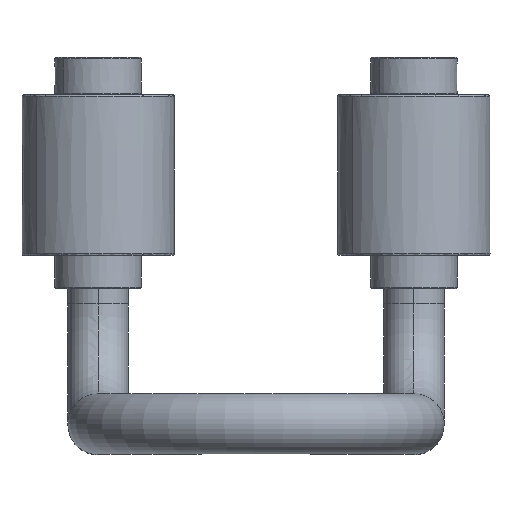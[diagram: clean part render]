
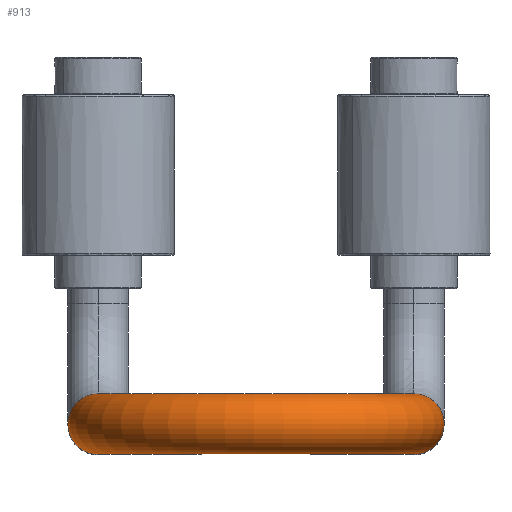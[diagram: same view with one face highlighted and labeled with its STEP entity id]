
A CAD part, top view. The second image highlights one B-rep face of the part: STEP entity #913.
In plain terms, the highlighted toroidal (fillet/blend) face has major radius 12.45 mm and minor radius 2.38 mm.
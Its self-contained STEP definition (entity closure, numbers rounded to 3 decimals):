
#87=CARTESIAN_POINT('',(12.45,2.38,37.55));
#88=CARTESIAN_POINT('',(12.45,2.38,38.202));
#89=CARTESIAN_POINT('',(12.347,2.38,39.506));
#90=CARTESIAN_POINT('',(11.889,2.38,41.413));
#91=CARTESIAN_POINT('',(11.139,2.38,43.225));
#92=CARTESIAN_POINT('',(10.114,2.38,44.898));
#93=CARTESIAN_POINT('',(8.84,2.38,46.39));
#94=CARTESIAN_POINT('',(7.348,2.38,47.664));
#95=CARTESIAN_POINT('',(5.675,2.38,48.689));
#96=CARTESIAN_POINT('',(3.863,2.38,49.439));
#97=CARTESIAN_POINT('',(1.956,2.38,49.897));
#98=CARTESIAN_POINT('',(0.,2.38,50.051));
#99=CARTESIAN_POINT('',(-1.956,2.38,49.897));
#100=CARTESIAN_POINT('',(-3.863,2.38,49.439));
#101=CARTESIAN_POINT('',(-5.675,2.38,48.689));
#102=CARTESIAN_POINT('',(-7.348,2.38,47.664));
#103=CARTESIAN_POINT('',(-8.84,2.38,46.39));
#104=CARTESIAN_POINT('',(-10.114,2.38,44.898));
#105=CARTESIAN_POINT('',(-11.139,2.38,43.225));
#106=CARTESIAN_POINT('',(-11.889,2.38,41.413));
#107=CARTESIAN_POINT('',(-12.347,2.38,39.506));
#108=CARTESIAN_POINT('',(-12.45,2.38,38.202));
#109=CARTESIAN_POINT('',(-12.45,2.38,37.55));
#111=CARTESIAN_POINT('',(12.45,0.,37.55));
#112=DIRECTION('',(0.,0.,1.));
#113=DIRECTION('',(0.,-1.,0.));
#114=AXIS2_PLACEMENT_3D('',#111,#112,#113);
#116=CARTESIAN_POINT('',(12.45,-2.38,37.55));
#117=CARTESIAN_POINT('',(12.45,-2.38,38.202));
#118=CARTESIAN_POINT('',(12.347,-2.38,39.506));
#119=CARTESIAN_POINT('',(11.889,-2.38,41.413));
#120=CARTESIAN_POINT('',(11.139,-2.38,43.225));
#121=CARTESIAN_POINT('',(10.114,-2.38,44.898));
#122=CARTESIAN_POINT('',(8.84,-2.38,46.39));
#123=CARTESIAN_POINT('',(7.348,-2.38,47.664));
#124=CARTESIAN_POINT('',(5.675,-2.38,48.689));
#125=CARTESIAN_POINT('',(3.863,-2.38,49.439));
#126=CARTESIAN_POINT('',(1.956,-2.38,49.897));
#127=CARTESIAN_POINT('',(0.,-2.38,50.051));
#128=CARTESIAN_POINT('',(-1.956,-2.38,49.897));
#129=CARTESIAN_POINT('',(-3.863,-2.38,49.439));
#130=CARTESIAN_POINT('',(-5.675,-2.38,48.689));
#131=CARTESIAN_POINT('',(-7.348,-2.38,47.664));
#132=CARTESIAN_POINT('',(-8.84,-2.38,46.39));
#133=CARTESIAN_POINT('',(-10.114,-2.38,44.898));
#134=CARTESIAN_POINT('',(-11.139,-2.38,43.225));
#135=CARTESIAN_POINT('',(-11.889,-2.38,41.413));
#136=CARTESIAN_POINT('',(-12.347,-2.38,39.506));
#137=CARTESIAN_POINT('',(-12.45,-2.38,38.202));
#138=CARTESIAN_POINT('',(-12.45,-2.38,37.55));
#140=CARTESIAN_POINT('',(-12.45,0.,37.55));
#141=DIRECTION('',(0.,0.,-1.));
#142=DIRECTION('',(0.,-1.,0.));
#143=AXIS2_PLACEMENT_3D('',#140,#141,#142);
#445=CARTESIAN_POINT('',(12.45,-2.38,37.55));
#446=CARTESIAN_POINT('',(12.45,2.38,37.55));
#447=VERTEX_POINT('',#445);
#448=VERTEX_POINT('',#446);
#453=CARTESIAN_POINT('',(-12.45,-2.38,37.55));
#454=CARTESIAN_POINT('',(-12.45,2.38,37.55));
#455=VERTEX_POINT('',#453);
#456=VERTEX_POINT('',#454);
#507=(GEOMETRIC_REPRESENTATION_CONTEXT(2)PARAMETRIC_REPRESENTATION_CONTEXT()REPRESENTATION_CONTEXT('ID1','2'));
#746=CARTESIAN_POINT('',(12.45,0.,9.54));
#747=DIRECTION('',(0.,0.,1.));
#748=DIRECTION('',(0.,-1.,0.));
#749=AXIS2_PLACEMENT_3D('',#746,#747,#748);
#750=CYLINDRICAL_SURFACE('',#749,2.38);
#765=DIRECTION('',(1.,0.));
#766=VECTOR('',#765,180.);
#767=CARTESIAN_POINT('',(0.,28.01));
#768=LINE('',#767,#766);
#769=TRIMMED_CURVE('',#768,(PARAMETER_VALUE(0.)),(PARAMETER_VALUE(1.)),.T.,
.UNSPECIFIED.);
#770=DEFINITIONAL_REPRESENTATION('',(#769),#507);
#771=PCURVE('',#750,#770);
#830=CARTESIAN_POINT('',(0.,0.,37.55));
#831=DIRECTION('',(0.,-1.,0.));
#832=DIRECTION('',(-1.,0.,0.));
#833=AXIS2_PLACEMENT_3D('',#830,#831,#832);
#834=TOROIDAL_SURFACE('',#833,12.45,2.38);
#842=DIRECTION('',(1.,0.));
#843=VECTOR('',#842,180.);
#844=CARTESIAN_POINT('',(-180.,-90.));
#845=LINE('',#844,#843);
#846=TRIMMED_CURVE('',#845,(PARAMETER_VALUE(0.)),(PARAMETER_VALUE(1.)),.T.,
.UNSPECIFIED.);
#847=DEFINITIONAL_REPRESENTATION('',(#846),#507);
#848=PCURVE('',#834,#847);
#856=DIRECTION('',(1.,0.));
#857=VECTOR('',#856,180.);
#858=CARTESIAN_POINT('',(-180.,-270.));
#859=LINE('',#858,#857);
#860=TRIMMED_CURVE('',#859,(PARAMETER_VALUE(0.)),(PARAMETER_VALUE(1.)),.T.,
.UNSPECIFIED.);
#861=DEFINITIONAL_REPRESENTATION('',(#860),#507);
#862=PCURVE('',#834,#861);
#873=CARTESIAN_POINT('',(0.,0.,37.55));
#874=DIRECTION('',(0.,-1.,0.));
#875=DIRECTION('',(-1.,0.,0.));
#876=AXIS2_PLACEMENT_3D('',#873,#874,#875);
#877=TOROIDAL_SURFACE('',#876,12.45,2.38);
#878=DIRECTION('',(0.,-1.));
#879=VECTOR('',#878,180.);
#880=CARTESIAN_POINT('',(-180.,90.));
#881=LINE('',#880,#879);
#882=TRIMMED_CURVE('',#881,(PARAMETER_VALUE(0.)),(PARAMETER_VALUE(1.)),.T.,
.UNSPECIFIED.);
#883=DEFINITIONAL_REPRESENTATION('',(#882),#507);
#884=PCURVE('',#877,#883);
#885=DIRECTION('',(1.,0.));
#886=VECTOR('',#885,180.);
#887=CARTESIAN_POINT('',(-180.,90.));
#888=LINE('',#887,#886);
#889=TRIMMED_CURVE('',#888,(PARAMETER_VALUE(0.)),(PARAMETER_VALUE(1.)),.T.,
.UNSPECIFIED.);
#890=DEFINITIONAL_REPRESENTATION('',(#889),#507);
#891=PCURVE('',#877,#890);
#892=DIRECTION('',(0.,-1.));
#893=VECTOR('',#892,180.);
#894=CARTESIAN_POINT('',(0.,90.));
#895=LINE('',#894,#893);
#896=TRIMMED_CURVE('',#895,(PARAMETER_VALUE(0.)),(PARAMETER_VALUE(1.)),.T.,
.UNSPECIFIED.);
#897=DEFINITIONAL_REPRESENTATION('',(#896),#507);
#898=PCURVE('',#877,#897);
#899=DIRECTION('',(1.,0.));
#900=VECTOR('',#899,180.);
#901=CARTESIAN_POINT('',(-180.,-90.));
#902=LINE('',#901,#900);
#903=TRIMMED_CURVE('',#902,(PARAMETER_VALUE(0.)),(PARAMETER_VALUE(1.)),.T.,
.UNSPECIFIED.);
#904=DEFINITIONAL_REPRESENTATION('',(#903),#507);
#905=PCURVE('',#877,#904);
#906=ORIENTED_EDGE('',*,*,#782,.F.);
#907=ORIENTED_EDGE('',*,*,#868,.T.);
#909=ORIENTED_EDGE('',*,*,#908,.T.);
#910=ORIENTED_EDGE('',*,*,#864,.F.);
#911=EDGE_LOOP('',(#906,#907,#909,#910));
#912=FACE_OUTER_BOUND('',#911,.F.);
#913=ADVANCED_FACE('',(#912),#877,.T.);
#914=CARTESIAN_POINT('',(-12.45,0.,37.55));
#915=DIRECTION('',(0.,0.,-1.));
#916=DIRECTION('',(0.,-1.,0.));
#917=AXIS2_PLACEMENT_3D('',#914,#915,#916);
#918=CYLINDRICAL_SURFACE('',#917,2.38);
#919=DIRECTION('',(1.,0.));
#920=VECTOR('',#919,180.);
#921=CARTESIAN_POINT('',(0.,0.));
#922=LINE('',#921,#920);
#923=TRIMMED_CURVE('',#922,(PARAMETER_VALUE(0.)),(PARAMETER_VALUE(1.)),.T.,
.UNSPECIFIED.);
#924=DEFINITIONAL_REPRESENTATION('',(#923),#507);
#925=PCURVE('',#918,#924);
#110=B_SPLINE_CURVE_WITH_KNOTS('',3,(#87,#88,#89,#90,#91,#92,#93,#94,#95,#96,
#97,#98,#99,#100,#101,#102,#103,#104,#105,#106,#107,#108,#109),.UNSPECIFIED.,
.F.,.F.,(4,1,1,1,1,1,1,1,1,1,1,1,1,1,1,1,1,1,1,1,4),(0.,0.05,0.1,0.15,
0.2,0.25,0.3,0.35,0.4,0.45,0.5,0.55,0.6,0.65,0.7,0.75,
0.8,0.85,0.9,0.95,1.),.UNSPECIFIED.);
#115=CIRCLE('',#114,2.38);
#139=B_SPLINE_CURVE_WITH_KNOTS('',3,(#116,#117,#118,#119,#120,#121,#122,#123,
#124,#125,#126,#127,#128,#129,#130,#131,#132,#133,#134,#135,#136,#137,#138),
.UNSPECIFIED.,.F.,.F.,(4,1,1,1,1,1,1,1,1,1,1,1,1,1,1,1,1,1,1,1,4),(0.,0.05,
0.1,0.15,0.2,0.25,0.3,0.35,0.4,0.45,0.5,0.55,0.6,0.65,
0.7,0.75,0.8,0.85,0.9,0.95,1.),.UNSPECIFIED.);
#144=CIRCLE('',#143,2.38);
#782=EDGE_CURVE('',#447,#448,#1862,.T.);
#864=EDGE_CURVE('',#448,#456,#1875,.T.);
#868=EDGE_CURVE('',#447,#455,#1874,.T.);
#908=EDGE_CURVE('',#455,#456,#1870,.T.);
#1862=SURFACE_CURVE('',#115,(#884,#771),.PCURVE_S2.);
#1870=SURFACE_CURVE('',#144,(#925,#898),.PCURVE_S1.);
#1874=SURFACE_CURVE('',#139,(#862,#891),.PCURVE_S1.);
#1875=SURFACE_CURVE('',#110,(#905,#848),.PCURVE_S1.);
